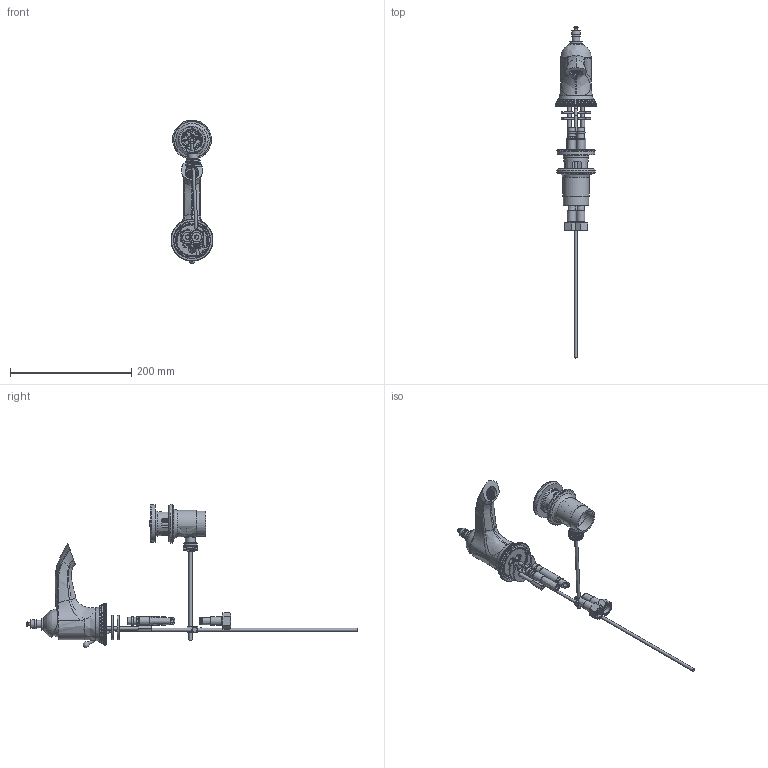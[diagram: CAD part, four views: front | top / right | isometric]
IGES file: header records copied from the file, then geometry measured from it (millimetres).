
Global section: file name: V609; native system: Autodesk Inventor 2018; preprocessor: unknown; author: adaniels; date: 20190709.133952; units: millimetre
Bounding box: 68.99 x 547.29 x 236.87 mm (x, y, z)
Volume: 337092.5 mm3; surface area: 200485.9 mm2
Topology: 38 solids, 39 shells, 3462 faces, 8921 edges, 5692 vertices
Faces by surface type: bspline 3462
